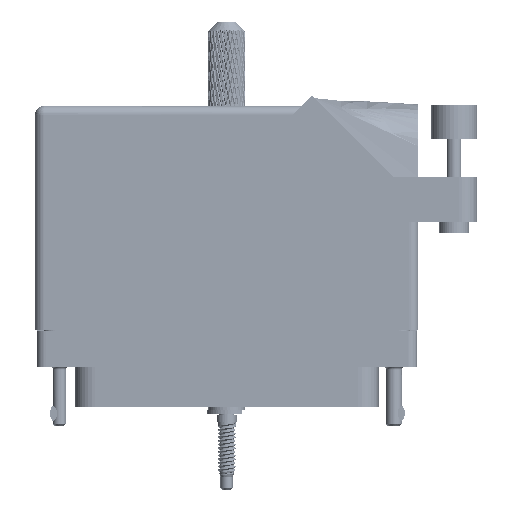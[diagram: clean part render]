
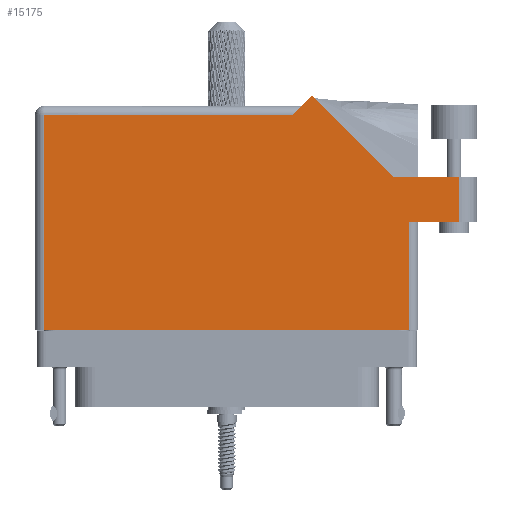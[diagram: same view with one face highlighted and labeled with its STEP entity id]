
A CAD part, front view. The second image highlights one B-rep face of the part: STEP entity #15175.
In plain terms, the highlighted face is planar.
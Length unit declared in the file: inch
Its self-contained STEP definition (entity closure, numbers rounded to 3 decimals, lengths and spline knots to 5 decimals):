
#2001 = EDGE_CURVE ( 'NONE', #75498, #36833, #21433, .T. ) ;
#2282 = DIRECTION ( 'NONE',  ( 0., -1., 0. ) ) ;
#3173 = VERTEX_POINT ( 'NONE', #108430 ) ;
#4758 = ORIENTED_EDGE ( 'NONE', *, *, #97322, .T. ) ;
#5866 = CARTESIAN_POINT ( 'NONE',  ( -1.244, -0.1, 0.455 ) ) ;
#6342 = LINE ( 'NONE', #34799, #46071 ) ;
#12255 = ORIENTED_EDGE ( 'NONE', *, *, #14281, .T. ) ;
#12440 = LINE ( 'NONE', #104614, #84543 ) ;
#14281 = EDGE_CURVE ( 'NONE', #82458, #55788, #79509, .T. ) ;
#15175 = ADVANCED_FACE ( 'NONE', ( #71631 ), #86502, .F. ) ;
#16502 = CARTESIAN_POINT ( 'NONE',  ( 1.244, 0.637, 0.455 ) ) ;
#18705 = EDGE_CURVE ( 'NONE', #126365, #3173, #49343, .T. ) ;
#21433 = LINE ( 'NONE', #16502, #67472 ) ;
#21946 = CARTESIAN_POINT ( 'NONE',  ( -1.244, -0.1, 0.455 ) ) ;
#27909 = CARTESIAN_POINT ( 'NONE',  ( 1.581, 0.637, 0.455 ) ) ;
#28505 = DIRECTION ( 'NONE',  ( 0., 1., 0. ) ) ;
#28563 = DIRECTION ( 'NONE',  ( -1., 0., 0. ) ) ;
#29371 = EDGE_CURVE ( 'NONE', #46873, #126365, #97674, .T. ) ;
#34449 = ORIENTED_EDGE ( 'NONE', *, *, #42680, .T. ) ;
#34799 = CARTESIAN_POINT ( 'NONE',  ( 1.706, 0.944, 0.455 ) ) ;
#35509 = VECTOR ( 'NONE', #65772, 39.37008 ) ;
#36833 = VERTEX_POINT ( 'NONE', #84931 ) ;
#38145 = DIRECTION ( 'NONE',  ( 1., 0., 0. ) ) ;
#38782 = DIRECTION ( 'NONE',  ( 0., 0., -1. ) ) ;
#40128 = ORIENTED_EDGE ( 'NONE', *, *, #18705, .T. ) ;
#42050 = CARTESIAN_POINT ( 'NONE',  ( 1.581, 0.944, 0.455 ) ) ;
#42680 = EDGE_CURVE ( 'NONE', #36833, #76607, #12440, .T. ) ;
#43812 = CARTESIAN_POINT ( 'NONE',  ( 0.58371, 1.50071, 0.455 ) ) ;
#46071 = VECTOR ( 'NONE', #53212, 39.37008 ) ;
#46873 = VERTEX_POINT ( 'NONE', #71700 ) ;
#49026 = DIRECTION ( 'NONE',  ( -0.707, 0.707, 0. ) ) ;
#49343 = LINE ( 'NONE', #102705, #70982 ) ;
#50099 = ORIENTED_EDGE ( 'NONE', *, *, #53225, .T. ) ;
#50798 = ORIENTED_EDGE ( 'NONE', *, *, #104073, .T. ) ;
#53168 = CARTESIAN_POINT ( 'NONE',  ( -1.306, 1.368, 0.455 ) ) ;
#53212 = DIRECTION ( 'NONE',  ( -1., 0., 0. ) ) ;
#53225 = EDGE_CURVE ( 'NONE', #3173, #82458, #107132, .T. ) ;
#55788 = VERTEX_POINT ( 'NONE', #5866 ) ;
#56817 = CARTESIAN_POINT ( 'NONE',  ( -1.306, 1.43, 0.455 ) ) ;
#59308 = CARTESIAN_POINT ( 'NONE',  ( -1.244, 1.368, 0.455 ) ) ;
#61973 = ORIENTED_EDGE ( 'NONE', *, *, #88374, .T. ) ;
#64420 = AXIS2_PLACEMENT_3D ( 'NONE', #56817, #38782, #28563 ) ;
#64554 = DIRECTION ( 'NONE',  ( -0.707, -0.707, 0. ) ) ;
#65772 = DIRECTION ( 'NONE',  ( 1., 0., 0. ) ) ;
#67472 = VECTOR ( 'NONE', #85518, 39.37008 ) ;
#67996 = CARTESIAN_POINT ( 'NONE',  ( 1.14042, 0.944, 0.455 ) ) ;
#70982 = VECTOR ( 'NONE', #64554, 39.37008 ) ;
#71292 = VECTOR ( 'NONE', #28505, 39.37008 ) ;
#71631 = FACE_OUTER_BOUND ( 'NONE', #88778, .T. ) ;
#71667 = VECTOR ( 'NONE', #49026, 39.37008 ) ;
#71700 = CARTESIAN_POINT ( 'NONE',  ( 1.14042, 0.944, 0.455 ) ) ;
#75498 = VERTEX_POINT ( 'NONE', #109570 ) ;
#76607 = VERTEX_POINT ( 'NONE', #27909 ) ;
#79509 = LINE ( 'NONE', #21946, #100950 ) ;
#82458 = VERTEX_POINT ( 'NONE', #59308 ) ;
#83183 = LINE ( 'NONE', #97017, #35509 ) ;
#84543 = VECTOR ( 'NONE', #38145, 39.37008 ) ;
#84931 = CARTESIAN_POINT ( 'NONE',  ( 1.244, 0.637, 0.455 ) ) ;
#85518 = DIRECTION ( 'NONE',  ( 0., 1., 0. ) ) ;
#86502 = PLANE ( 'NONE',  #64420 ) ;
#86903 = ORIENTED_EDGE ( 'NONE', *, *, #2001, .T. ) ;
#87391 = ORIENTED_EDGE ( 'NONE', *, *, #29371, .T. ) ;
#88374 = EDGE_CURVE ( 'NONE', #55788, #75498, #83183, .T. ) ;
#88778 = EDGE_LOOP ( 'NONE', ( #34449, #50798, #4758, #87391, #40128, #50099, #12255, #61973, #86903 ) ) ;
#97017 = CARTESIAN_POINT ( 'NONE',  ( -1.306, -0.1, 0.455 ) ) ;
#97322 = EDGE_CURVE ( 'NONE', #122504, #46873, #6342, .T. ) ;
#97328 = LINE ( 'NONE', #115422, #71292 ) ;
#97674 = LINE ( 'NONE', #67996, #71667 ) ;
#100950 = VECTOR ( 'NONE', #2282, 39.37008 ) ;
#102044 = DIRECTION ( 'NONE',  ( -1., 0., 0. ) ) ;
#102705 = CARTESIAN_POINT ( 'NONE',  ( 0.513, 1.43, 0.455 ) ) ;
#104073 = EDGE_CURVE ( 'NONE', #76607, #122504, #97328, .T. ) ;
#104614 = CARTESIAN_POINT ( 'NONE',  ( 1.306, 0.637, 0.455 ) ) ;
#107132 = LINE ( 'NONE', #53168, #125404 ) ;
#108430 = CARTESIAN_POINT ( 'NONE',  ( 0.451, 1.368, 0.455 ) ) ;
#109570 = CARTESIAN_POINT ( 'NONE',  ( 1.244, -0.1, 0.455 ) ) ;
#115422 = CARTESIAN_POINT ( 'NONE',  ( 1.581, 0.944, 0.455 ) ) ;
#122504 = VERTEX_POINT ( 'NONE', #42050 ) ;
#125404 = VECTOR ( 'NONE', #102044, 39.37008 ) ;
#126365 = VERTEX_POINT ( 'NONE', #43812 ) ;
